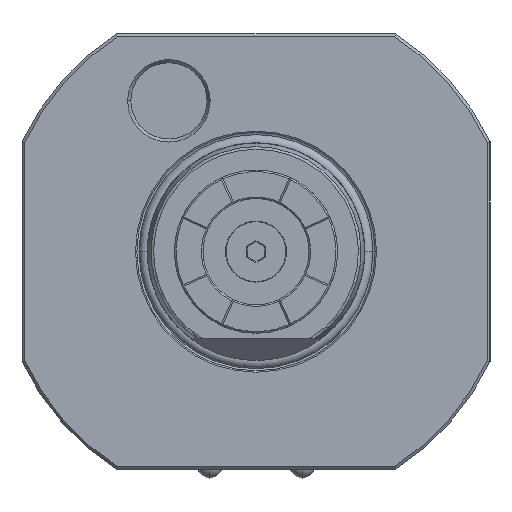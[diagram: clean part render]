
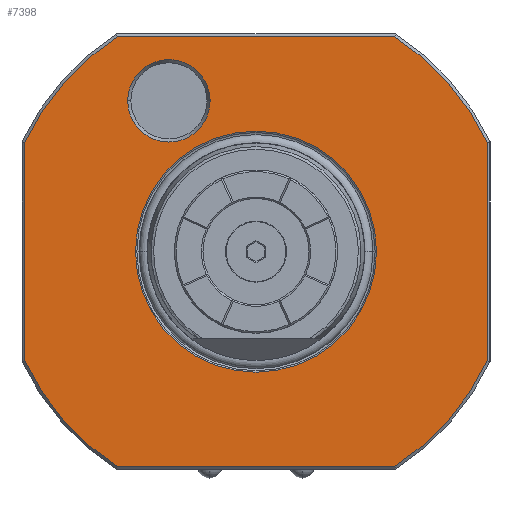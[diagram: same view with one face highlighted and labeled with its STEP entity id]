
A CAD part, left-side view. The second image highlights one B-rep face of the part: STEP entity #7398.
In plain terms, the highlighted planar face has unit normal (-1, 0, 0).
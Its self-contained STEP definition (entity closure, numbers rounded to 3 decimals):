
#230=CARTESIAN_POINT('',(-76.,0.,0.));
#231=DIRECTION('',(1.,0.,0.));
#232=DIRECTION('',(0.,-0.904,-0.427));
#233=AXIS2_PLACEMENT_3D('',#230,#231,#232);
#235=DIRECTION('',(0.,-1.,0.));
#236=VECTOR('',#235,50.942);
#237=CARTESIAN_POINT('',(-76.,25.471,-39.5));
#238=LINE('',#237,#236);
#239=CARTESIAN_POINT('',(-76.,0.,0.));
#240=DIRECTION('',(1.,0.,0.));
#241=DIRECTION('',(0.,0.542,-0.84));
#242=AXIS2_PLACEMENT_3D('',#239,#240,#241);
#244=DIRECTION('',(0.,0.,-1.));
#245=VECTOR('',#244,40.138);
#246=CARTESIAN_POINT('',(-76.,42.5,20.069));
#247=LINE('',#246,#245);
#248=CARTESIAN_POINT('',(-76.,0.,0.));
#249=DIRECTION('',(1.,0.,0.));
#250=DIRECTION('',(0.,0.904,0.427));
#251=AXIS2_PLACEMENT_3D('',#248,#249,#250);
#253=DIRECTION('',(0.,1.,0.));
#254=VECTOR('',#253,50.942);
#255=CARTESIAN_POINT('',(-76.,-25.471,39.5));
#256=LINE('',#255,#254);
#257=CARTESIAN_POINT('',(-76.,0.,0.));
#258=DIRECTION('',(1.,0.,0.));
#259=DIRECTION('',(0.,-0.542,0.84));
#260=AXIS2_PLACEMENT_3D('',#257,#258,#259);
#262=DIRECTION('',(0.,0.,1.));
#263=VECTOR('',#262,40.138);
#264=CARTESIAN_POINT('',(-76.,-42.5,
-20.069));
#265=LINE('',#264,#263);
#266=CARTESIAN_POINT('',(-76.,0.,0.));
#267=DIRECTION('',(1.,0.,0.));
#268=DIRECTION('',(0.,-1.,0.));
#269=AXIS2_PLACEMENT_3D('',#266,#267,#268);
#271=CARTESIAN_POINT('',(-76.,0.,0.));
#272=DIRECTION('',(1.,0.,0.));
#273=DIRECTION('',(0.,1.,0.));
#274=AXIS2_PLACEMENT_3D('',#271,#272,#273);
#276=CARTESIAN_POINT('',(-76.,16.,27.713));
#277=DIRECTION('',(1.,0.,0.));
#278=DIRECTION('',(0.,-1.,0.));
#279=AXIS2_PLACEMENT_3D('',#276,#277,#278);
#281=CARTESIAN_POINT('',(-76.,16.,27.713));
#282=DIRECTION('',(1.,0.,0.));
#283=DIRECTION('',(0.,1.,0.));
#284=AXIS2_PLACEMENT_3D('',#281,#282,#283);
#6454=CARTESIAN_POINT('',(-76.,-22.15,0.));
#6455=CARTESIAN_POINT('',(-76.,22.15,0.));
#6456=VERTEX_POINT('',#6454);
#6457=VERTEX_POINT('',#6455);
#6458=CARTESIAN_POINT('',(-76.,8.423,27.713));
#6459=CARTESIAN_POINT('',(-76.,23.577,27.713));
#6460=VERTEX_POINT('',#6458);
#6461=VERTEX_POINT('',#6459);
#6462=CARTESIAN_POINT('',(-76.,-42.5,-20.07));
#6463=CARTESIAN_POINT('',(-76.,-25.471,-39.5));
#6464=VERTEX_POINT('',#6462);
#6465=VERTEX_POINT('',#6463);
#6470=CARTESIAN_POINT('',(-76.,-25.471,39.5));
#6471=CARTESIAN_POINT('',(-76.,-42.5,20.07));
#6472=VERTEX_POINT('',#6470);
#6473=VERTEX_POINT('',#6471);
#6494=CARTESIAN_POINT('',(-76.,42.5,20.07));
#6495=CARTESIAN_POINT('',(-76.,25.471,39.5));
#6496=VERTEX_POINT('',#6494);
#6497=VERTEX_POINT('',#6495);
#6502=CARTESIAN_POINT('',(-76.,25.471,-39.5));
#6503=CARTESIAN_POINT('',(-76.,42.5,-20.07));
#6504=VERTEX_POINT('',#6502);
#6505=VERTEX_POINT('',#6503);
#7364=CARTESIAN_POINT('',(-76.,0.,0.));
#7365=DIRECTION('',(-1.,0.,0.));
#7366=DIRECTION('',(0.,1.,0.));
#7367=AXIS2_PLACEMENT_3D('',#7364,#7365,#7366);
#7368=PLANE('',#7367);
#7370=ORIENTED_EDGE('',*,*,#7369,.T.);
#7372=ORIENTED_EDGE('',*,*,#7371,.F.);
#7374=ORIENTED_EDGE('',*,*,#7373,.T.);
#7376=ORIENTED_EDGE('',*,*,#7375,.F.);
#7378=ORIENTED_EDGE('',*,*,#7377,.T.);
#7380=ORIENTED_EDGE('',*,*,#7379,.F.);
#7381=ORIENTED_EDGE('',*,*,#7354,.T.);
#7383=ORIENTED_EDGE('',*,*,#7382,.F.);
#7384=EDGE_LOOP('',(#7370,#7372,#7374,#7376,#7378,#7380,#7381,#7383));
#7385=FACE_OUTER_BOUND('',#7384,.F.);
#7387=ORIENTED_EDGE('',*,*,#7386,.F.);
#7389=ORIENTED_EDGE('',*,*,#7388,.F.);
#7390=EDGE_LOOP('',(#7387,#7389));
#7391=FACE_BOUND('',#7390,.F.);
#7393=ORIENTED_EDGE('',*,*,#7392,.F.);
#7395=ORIENTED_EDGE('',*,*,#7394,.F.);
#7396=EDGE_LOOP('',(#7393,#7395));
#7397=FACE_BOUND('',#7396,.F.);
#234=CIRCLE('',#233,47.001);
#243=CIRCLE('',#242,47.001);
#252=CIRCLE('',#251,47.001);
#261=CIRCLE('',#260,47.001);
#270=CIRCLE('',#269,22.15);
#275=CIRCLE('',#274,22.15);
#280=CIRCLE('',#279,7.577);
#285=CIRCLE('',#284,7.577);
#7354=EDGE_CURVE('',#6472,#6473,#261,.T.);
#7369=EDGE_CURVE('',#6464,#6465,#234,.T.);
#7371=EDGE_CURVE('',#6504,#6465,#238,.T.);
#7373=EDGE_CURVE('',#6504,#6505,#243,.T.);
#7375=EDGE_CURVE('',#6496,#6505,#247,.T.);
#7377=EDGE_CURVE('',#6496,#6497,#252,.T.);
#7379=EDGE_CURVE('',#6472,#6497,#256,.T.);
#7382=EDGE_CURVE('',#6464,#6473,#265,.T.);
#7386=EDGE_CURVE('',#6456,#6457,#270,.T.);
#7388=EDGE_CURVE('',#6457,#6456,#275,.T.);
#7392=EDGE_CURVE('',#6460,#6461,#280,.T.);
#7394=EDGE_CURVE('',#6461,#6460,#285,.T.);
#7398=ADVANCED_FACE('',(#7385,#7391,#7397),#7368,.T.);
